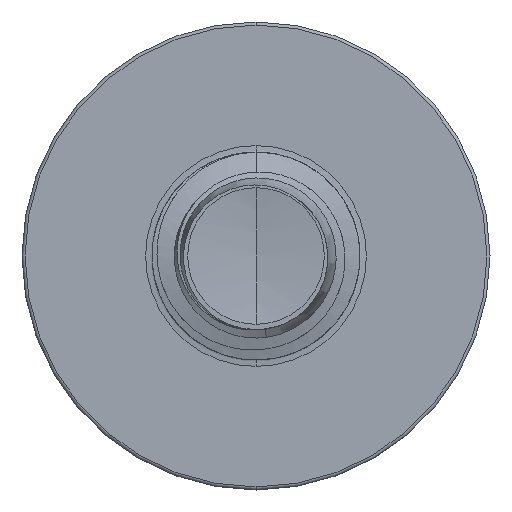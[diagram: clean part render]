
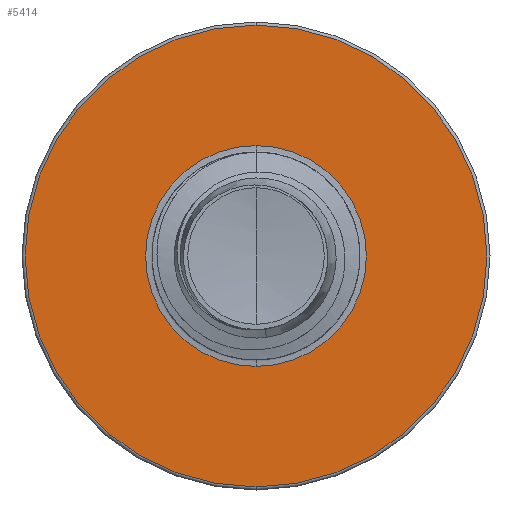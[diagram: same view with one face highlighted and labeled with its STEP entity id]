
A CAD part, front view. The second image highlights one B-rep face of the part: STEP entity #5414.
In plain terms, the highlighted planar face has unit normal (0, -1, 0).
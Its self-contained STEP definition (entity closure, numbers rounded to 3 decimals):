
#446 = VERTEX_POINT ( 'NONE', #9867 ) ;
#930 = CIRCLE ( 'NONE', #1947, 3.186 ) ;
#1188 = PLANE ( 'NONE',  #4757 ) ;
#1947 = AXIS2_PLACEMENT_3D ( 'NONE', #17972, #6872, #19836 ) ;
#4237 = EDGE_CURVE ( 'NONE', #8784, #6452, #18847, .T. ) ;
#4321 = ORIENTED_EDGE ( 'NONE', *, *, #16842, .T. ) ;
#4757 = AXIS2_PLACEMENT_3D ( 'NONE', #18022, #21730, #10627 ) ;
#4895 = FACE_BOUND ( 'NONE', #14879, .T. ) ;
#5144 = CARTESIAN_POINT ( 'NONE',  ( 0., 11., 6.66 ) ) ;
#5414 = ADVANCED_FACE ( 'NONE', ( #9272, #4895 ), #1188, .F. ) ;
#5887 = DIRECTION ( 'NONE',  ( 0., 1., 0. ) ) ;
#5965 = DIRECTION ( 'NONE',  ( 0., 1., 0. ) ) ;
#6452 = VERTEX_POINT ( 'NONE', #20000 ) ;
#6872 = DIRECTION ( 'NONE',  ( 0., 1., 0. ) ) ;
#8484 = VERTEX_POINT ( 'NONE', #15078 ) ;
#8784 = VERTEX_POINT ( 'NONE', #5144 ) ;
#9024 = DIRECTION ( 'NONE',  ( 0., 1., 0. ) ) ;
#9272 = FACE_OUTER_BOUND ( 'NONE', #22608, .T. ) ;
#9867 = CARTESIAN_POINT ( 'NONE',  ( 0., 11., -3.186 ) ) ;
#10627 = DIRECTION ( 'NONE',  ( 0., 0., 1. ) ) ;
#13032 = ORIENTED_EDGE ( 'NONE', *, *, #4237, .F. ) ;
#13608 = ORIENTED_EDGE ( 'NONE', *, *, #19279, .F. ) ;
#14129 = AXIS2_PLACEMENT_3D ( 'NONE', #20122, #9024, #21963 ) ;
#14879 = EDGE_LOOP ( 'NONE', ( #23471, #4321 ) ) ;
#15078 = CARTESIAN_POINT ( 'NONE',  ( 0., 11., 3.186 ) ) ;
#15586 = CIRCLE ( 'NONE', #14129, 3.186 ) ;
#16842 = EDGE_CURVE ( 'NONE', #446, #8484, #15586, .T. ) ;
#16976 = CARTESIAN_POINT ( 'NONE',  ( 0., 11., 0. ) ) ;
#17056 = CARTESIAN_POINT ( 'NONE',  ( 0., 11., 0. ) ) ;
#17972 = CARTESIAN_POINT ( 'NONE',  ( 0., 11., 0. ) ) ;
#18022 = CARTESIAN_POINT ( 'NONE',  ( 0., 11., -3.186 ) ) ;
#18507 = EDGE_CURVE ( 'NONE', #8484, #446, #930, .T. ) ;
#18847 = CIRCLE ( 'NONE', #21839, 6.66 ) ;
#18850 = DIRECTION ( 'NONE',  ( 0., 0., 1. ) ) ;
#18935 = DIRECTION ( 'NONE',  ( 0., 0., 1. ) ) ;
#19279 = EDGE_CURVE ( 'NONE', #6452, #8784, #22816, .T. ) ;
#19836 = DIRECTION ( 'NONE',  ( 0., 0., 1. ) ) ;
#20000 = CARTESIAN_POINT ( 'NONE',  ( 0., 11., -6.66 ) ) ;
#20122 = CARTESIAN_POINT ( 'NONE',  ( 0., 11., 0. ) ) ;
#21730 = DIRECTION ( 'NONE',  ( 0., 1., 0. ) ) ;
#21839 = AXIS2_PLACEMENT_3D ( 'NONE', #17056, #5965, #18935 ) ;
#21963 = DIRECTION ( 'NONE',  ( 0., 0., 1. ) ) ;
#22608 = EDGE_LOOP ( 'NONE', ( #13032, #13608 ) ) ;
#22816 = CIRCLE ( 'NONE', #23154, 6.66 ) ;
#23154 = AXIS2_PLACEMENT_3D ( 'NONE', #16976, #5887, #18850 ) ;
#23471 = ORIENTED_EDGE ( 'NONE', *, *, #18507, .T. ) ;
